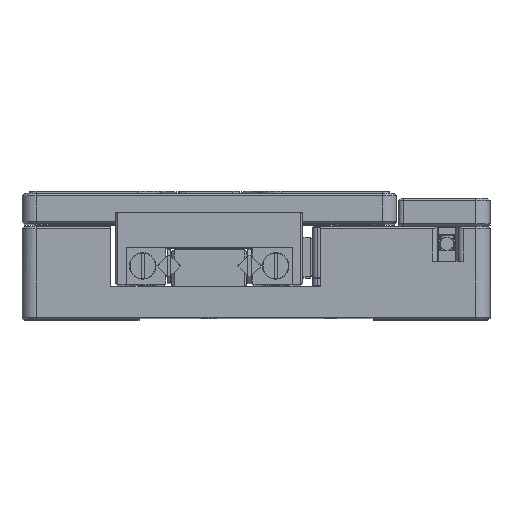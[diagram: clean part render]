
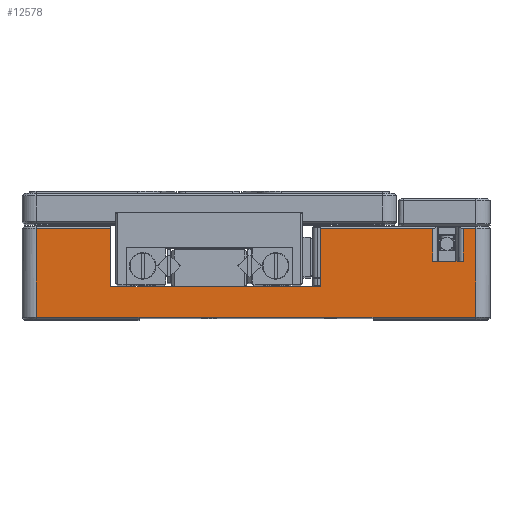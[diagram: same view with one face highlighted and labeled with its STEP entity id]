
A CAD part, top view. The second image highlights one B-rep face of the part: STEP entity #12578.
In plain terms, the highlighted planar face has unit normal (0, 0, 1).
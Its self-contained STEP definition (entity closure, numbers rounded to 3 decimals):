
#315 = LINE ( 'NONE', #24937, #20806 ) ;
#929 = ORIENTED_EDGE ( 'NONE', *, *, #27685, .F. ) ;
#1046 = LINE ( 'NONE', #38971, #6808 ) ;
#1137 = EDGE_CURVE ( 'NONE', #6666, #35499, #43639, .T. ) ;
#1844 = ORIENTED_EDGE ( 'NONE', *, *, #4604, .T. ) ;
#2116 = DIRECTION ( 'NONE',  ( -1., 0., 0. ) ) ;
#2459 = ORIENTED_EDGE ( 'NONE', *, *, #35018, .F. ) ;
#3598 = VECTOR ( 'NONE', #20506, 1000. ) ;
#3668 = EDGE_CURVE ( 'NONE', #42888, #38702, #28290, .T. ) ;
#3908 = DIRECTION ( 'NONE',  ( 0., -1., 0. ) ) ;
#4296 = CARTESIAN_POINT ( 'NONE',  ( 44.25, -0.5, 77.5 ) ) ;
#4604 = EDGE_CURVE ( 'NONE', #16418, #10374, #1046, .T. ) ;
#5231 = CARTESIAN_POINT ( 'NONE',  ( 13.8, -0.5, 77.5 ) ) ;
#5442 = CARTESIAN_POINT ( 'NONE',  ( 13.8, -13., 77.5 ) ) ;
#5933 = VERTEX_POINT ( 'NONE', #33929 ) ;
#6150 = LINE ( 'NONE', #6594, #9311 ) ;
#6324 = VECTOR ( 'NONE', #23786, 1000. ) ;
#6356 = AXIS2_PLACEMENT_3D ( 'NONE', #43746, #19138, #26072 ) ;
#6594 = CARTESIAN_POINT ( 'NONE',  ( 13.8, -0.5, 77.5 ) ) ;
#6666 = VERTEX_POINT ( 'NONE', #26254 ) ;
#6808 = VECTOR ( 'NONE', #7453, 1000. ) ;
#6904 = EDGE_CURVE ( 'NONE', #5933, #38702, #7305, .T. ) ;
#7305 = LINE ( 'NONE', #10786, #21612 ) ;
#7453 = DIRECTION ( 'NONE',  ( 0., -1., 0. ) ) ;
#7593 = EDGE_CURVE ( 'NONE', #17476, #35499, #13623, .T. ) ;
#8531 = ORIENTED_EDGE ( 'NONE', *, *, #1137, .F. ) ;
#9311 = VECTOR ( 'NONE', #9843, 1000. ) ;
#9510 = VECTOR ( 'NONE', #2116, 1000. ) ;
#9843 = DIRECTION ( 'NONE',  ( 0., -1., 0. ) ) ;
#10374 = VERTEX_POINT ( 'NONE', #14880 ) ;
#10786 = CARTESIAN_POINT ( 'NONE',  ( -25., -19.5, 77.5 ) ) ;
#12020 = FACE_OUTER_BOUND ( 'NONE', #19016, .T. ) ;
#12321 = EDGE_CURVE ( 'NONE', #5933, #26815, #38011, .T. ) ;
#12349 = DIRECTION ( 'NONE',  ( 1., 0., 0. ) ) ;
#12578 = ADVANCED_FACE ( 'NONE', ( #12020 ), #23068, .T. ) ;
#13421 = CARTESIAN_POINT ( 'NONE',  ( -25., -19.5, 77.5 ) ) ;
#13623 = LINE ( 'NONE', #31556, #3598 ) ;
#14880 = CARTESIAN_POINT ( 'NONE',  ( 44.25, -7.5, 77.5 ) ) ;
#15915 = DIRECTION ( 'NONE',  ( 1., 0., 0. ) ) ;
#16071 = ORIENTED_EDGE ( 'NONE', *, *, #3668, .F. ) ;
#16418 = VERTEX_POINT ( 'NONE', #44285 ) ;
#16773 = VECTOR ( 'NONE', #3908, 1000. ) ;
#16997 = ORIENTED_EDGE ( 'NONE', *, *, #6904, .T. ) ;
#17020 = CARTESIAN_POINT ( 'NONE',  ( 47., -19.5, 77.5 ) ) ;
#17476 = VERTEX_POINT ( 'NONE', #40509 ) ;
#17676 = DIRECTION ( 'NONE',  ( -1., 0., 0. ) ) ;
#17890 = ORIENTED_EDGE ( 'NONE', *, *, #32306, .F. ) ;
#18486 = VECTOR ( 'NONE', #22581, 1000. ) ;
#18740 = ORIENTED_EDGE ( 'NONE', *, *, #39358, .T. ) ;
#18908 = CARTESIAN_POINT ( 'NONE',  ( -31., -13., 77.5 ) ) ;
#19016 = EDGE_LOOP ( 'NONE', ( #25054, #8531, #18740, #929, #2459, #17890, #28319, #32281, #16997, #16071, #37518, #20180, #1844, #22241 ) ) ;
#19138 = DIRECTION ( 'NONE',  ( 0., 0., 1. ) ) ;
#19358 = LINE ( 'NONE', #33390, #18486 ) ;
#19372 = EDGE_CURVE ( 'NONE', #16418, #36942, #25271, .T. ) ;
#19601 = LINE ( 'NONE', #35136, #9510 ) ;
#20180 = ORIENTED_EDGE ( 'NONE', *, *, #19372, .F. ) ;
#20506 = DIRECTION ( 'NONE',  ( 0., 1., 0. ) ) ;
#20806 = VECTOR ( 'NONE', #24252, 1000. ) ;
#21362 = DIRECTION ( 'NONE',  ( 1., 0., 0. ) ) ;
#21534 = VECTOR ( 'NONE', #12349, 1000. ) ;
#21612 = VECTOR ( 'NONE', #21362, 1000. ) ;
#21929 = CARTESIAN_POINT ( 'NONE',  ( 47., -0.5, 77.5 ) ) ;
#22241 = ORIENTED_EDGE ( 'NONE', *, *, #27864, .T. ) ;
#22581 = DIRECTION ( 'NONE',  ( 1., 0., 0. ) ) ;
#23068 = PLANE ( 'NONE',  #6356 ) ;
#23786 = DIRECTION ( 'NONE',  ( -1., 0., 0. ) ) ;
#24126 = VERTEX_POINT ( 'NONE', #36890 ) ;
#24191 = VECTOR ( 'NONE', #15915, 1000. ) ;
#24252 = DIRECTION ( 'NONE',  ( 0., -1., 0. ) ) ;
#24438 = CARTESIAN_POINT ( 'NONE',  ( 37.75, -0.5, 77.5 ) ) ;
#24636 = CARTESIAN_POINT ( 'NONE',  ( 47., -0.5, 77.5 ) ) ;
#24937 = CARTESIAN_POINT ( 'NONE',  ( -31., -0.5, 77.5 ) ) ;
#25054 = ORIENTED_EDGE ( 'NONE', *, *, #7593, .T. ) ;
#25271 = LINE ( 'NONE', #4296, #36450 ) ;
#25710 = CARTESIAN_POINT ( 'NONE',  ( -47., -19.5, 77.5 ) ) ;
#25780 = VERTEX_POINT ( 'NONE', #5442 ) ;
#26072 = DIRECTION ( 'NONE',  ( 1., 0., 0. ) ) ;
#26254 = CARTESIAN_POINT ( 'NONE',  ( 13.8, -0.5, 77.5 ) ) ;
#26815 = VERTEX_POINT ( 'NONE', #25710 ) ;
#27527 = VECTOR ( 'NONE', #17676, 1000. ) ;
#27629 = VERTEX_POINT ( 'NONE', #38469 ) ;
#27685 = EDGE_CURVE ( 'NONE', #28454, #25780, #39845, .T. ) ;
#27755 = CARTESIAN_POINT ( 'NONE',  ( 47., -19.5, 77.5 ) ) ;
#27864 = EDGE_CURVE ( 'NONE', #10374, #17476, #19601, .T. ) ;
#28290 = LINE ( 'NONE', #17020, #27527 ) ;
#28319 = ORIENTED_EDGE ( 'NONE', *, *, #31187, .T. ) ;
#28332 = CARTESIAN_POINT ( 'NONE',  ( 25., -19.5, 77.5 ) ) ;
#28454 = VERTEX_POINT ( 'NONE', #28715 ) ;
#28715 = CARTESIAN_POINT ( 'NONE',  ( -31., -13., 77.5 ) ) ;
#30277 = VECTOR ( 'NONE', #38094, 1000. ) ;
#31021 = CARTESIAN_POINT ( 'NONE',  ( -47., -0.5, 77.5 ) ) ;
#31187 = EDGE_CURVE ( 'NONE', #27629, #26815, #45451, .T. ) ;
#31520 = LINE ( 'NONE', #24636, #16773 ) ;
#31556 = CARTESIAN_POINT ( 'NONE',  ( 37.75, -7.5, 77.5 ) ) ;
#32281 = ORIENTED_EDGE ( 'NONE', *, *, #12321, .F. ) ;
#32306 = EDGE_CURVE ( 'NONE', #27629, #24126, #19358, .T. ) ;
#32840 = DIRECTION ( 'NONE',  ( 1., 0., 0. ) ) ;
#33390 = CARTESIAN_POINT ( 'NONE',  ( -47., -0.5, 77.5 ) ) ;
#33929 = CARTESIAN_POINT ( 'NONE',  ( -25., -19.5, 77.5 ) ) ;
#35018 = EDGE_CURVE ( 'NONE', #24126, #28454, #315, .T. ) ;
#35136 = CARTESIAN_POINT ( 'NONE',  ( 44.25, -7.5, 77.5 ) ) ;
#35499 = VERTEX_POINT ( 'NONE', #24438 ) ;
#36450 = VECTOR ( 'NONE', #32840, 1000. ) ;
#36890 = CARTESIAN_POINT ( 'NONE',  ( -31., -0.5, 77.5 ) ) ;
#36942 = VERTEX_POINT ( 'NONE', #21929 ) ;
#37518 = ORIENTED_EDGE ( 'NONE', *, *, #40833, .F. ) ;
#38011 = LINE ( 'NONE', #13421, #6324 ) ;
#38094 = DIRECTION ( 'NONE',  ( 0., -1., 0. ) ) ;
#38469 = CARTESIAN_POINT ( 'NONE',  ( -47., -0.5, 77.5 ) ) ;
#38702 = VERTEX_POINT ( 'NONE', #28332 ) ;
#38971 = CARTESIAN_POINT ( 'NONE',  ( 44.25, -0.5, 77.5 ) ) ;
#39358 = EDGE_CURVE ( 'NONE', #6666, #25780, #6150, .T. ) ;
#39845 = LINE ( 'NONE', #18908, #24191 ) ;
#40509 = CARTESIAN_POINT ( 'NONE',  ( 37.75, -7.5, 77.5 ) ) ;
#40833 = EDGE_CURVE ( 'NONE', #36942, #42888, #31520, .T. ) ;
#42888 = VERTEX_POINT ( 'NONE', #27755 ) ;
#43639 = LINE ( 'NONE', #5231, #21534 ) ;
#43746 = CARTESIAN_POINT ( 'NONE',  ( -50., 0., 77.5 ) ) ;
#44285 = CARTESIAN_POINT ( 'NONE',  ( 44.25, -0.5, 77.5 ) ) ;
#45451 = LINE ( 'NONE', #31021, #30277 ) ;
